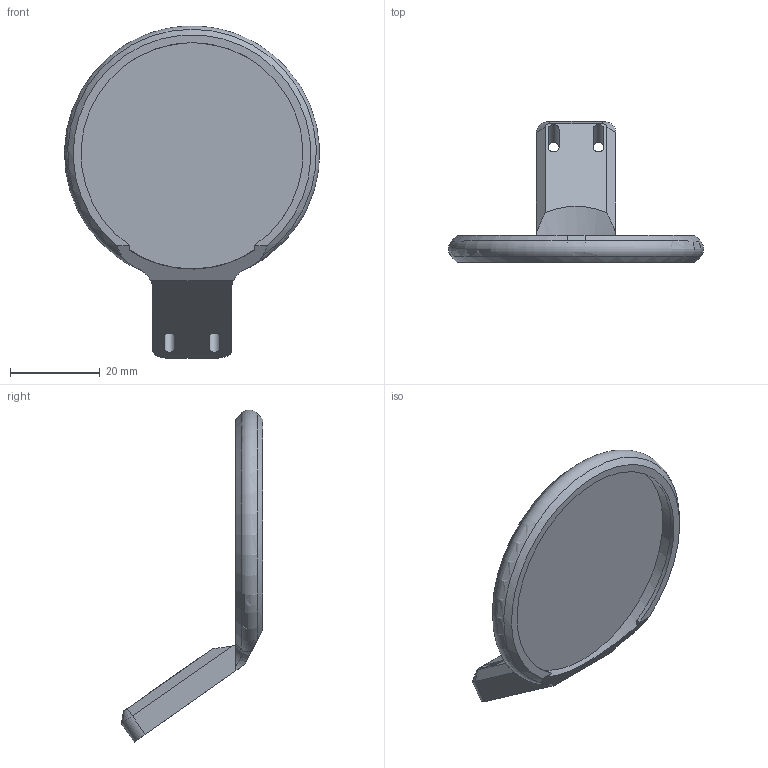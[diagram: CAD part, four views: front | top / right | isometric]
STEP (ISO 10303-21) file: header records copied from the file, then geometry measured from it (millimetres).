
FILE_DESCRIPTION(/* description */ (''),/* implementation_level */ '2;1');
FILE_NAME(/* name */ 'Mirror_Mount_HighQuality_part1.step',/* time_stamp */ '2022-08-17T15:22:27+02:00',/* author */ (''),/* organization */ (''),/* preprocessor_version */ 'ST-DEVELOPER v19',/* originating_system */ 'Autodesk Translation Framework v11.7.0.108',/* authorisation */ '');
FILE_SCHEMA (('AUTOMOTIVE_DESIGN { 1 0 10303 214 3 1 1 }'));
Length unit declared in the file: millimetre
Products named in the file (3): Mirror_Mount_EO; Mirror_Mount_EO_Base; Lit (1)
Assembly tree (2 placements, depth 2):
  Mirror_Mount_EO
    Mirror_Mount_EO_Base
    Lit (1)
Bounding box: 56.89 x 31.54 x 74.03 mm (x, y, z)
Volume: 9619.3 mm3; surface area: 8657.1 mm2
Topology: 2 solids, 2 shells, 69 faces, 194 edges, 127 vertices
Faces by surface type: plane 43, cylinder 11, cone 8, bspline 6, torus 1
Full cylindrical faces by diameter (mm): 50.5 x1
Entity records: 2505 total; most frequent: CARTESIAN_POINT 665, ORIENTED_EDGE 388, DIRECTION 354, EDGE_CURVE 194, VERTEX_POINT 127, AXIS2_PLACEMENT_3D 125, LINE 104, VECTOR 104
